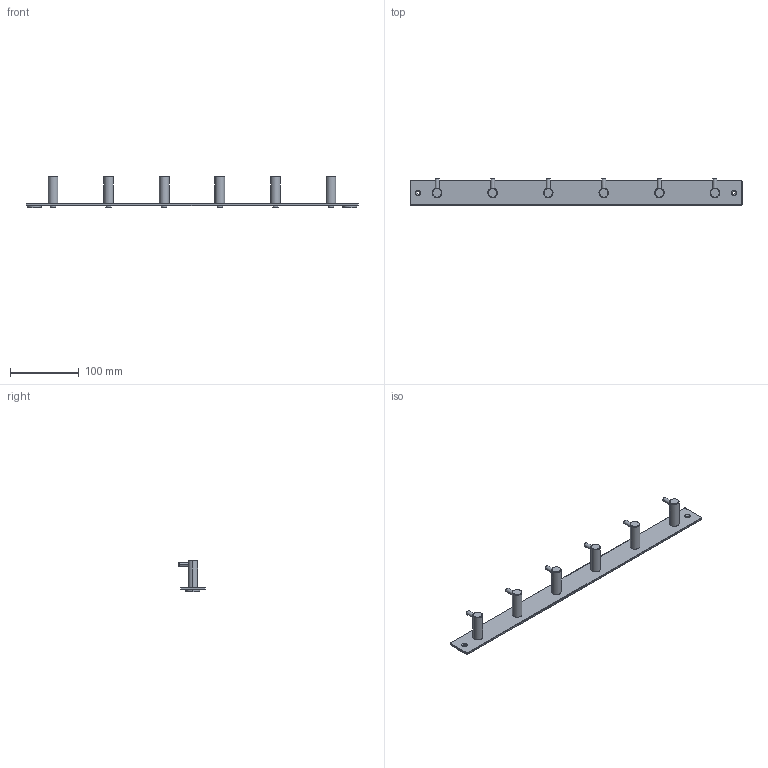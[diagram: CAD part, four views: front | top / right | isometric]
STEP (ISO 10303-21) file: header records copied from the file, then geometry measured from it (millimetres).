
FILE_DESCRIPTION(('Creo Elements/Direct Modeling STEP Export'),'2;1');
FILE_NAME('1890-484.stp','2020-08-31T13:18:58',(''),(''),'Creo Elements/Direct Modeling STEP processor for AP214 (Solid Model)','Creo Elements/Direct Modeling 20.0 12-Nov-2016 (C) Parametric Technology GmbH','');
FILE_SCHEMA(('AUTOMOTIVE_DESIGN { 1 0 10303 214 1 1 1 1 }'));
Length unit declared in the file: millimetre
Products named in the file (5): Distanzscheibe; Grundplatte; Schraube_M_4x8_DIN_7985.1; Mantelhaken_1658; NI-8875
Assembly tree (15 placements, depth 2):
  NI-8875
    Schraube_M_4x8_DIN_7985.1  x6
    Mantelhaken_1658  x6
    Grundplatte
    Distanzscheibe  x2
Bounding box: 484 x 38.5 x 46.08 mm (x, y, z)
Volume: 93513 mm3; surface area: 55279.5 mm2
Topology: 15 solids, 15 shells, 292 faces, 616 edges, 366 vertices
Faces by surface type: plane 124, cylinder 108, cone 40, sphere 12, torus 8
Entity records: 2981 total; most frequent: CARTESIAN_POINT 766, DIRECTION 444, ORIENTED_EDGE 404, EDGE_CURVE 202, AXIS2_PLACEMENT_3D 181, VERTEX_POINT 123, EDGE_LOOP 113, FACE_OUTER_BOUND 91
